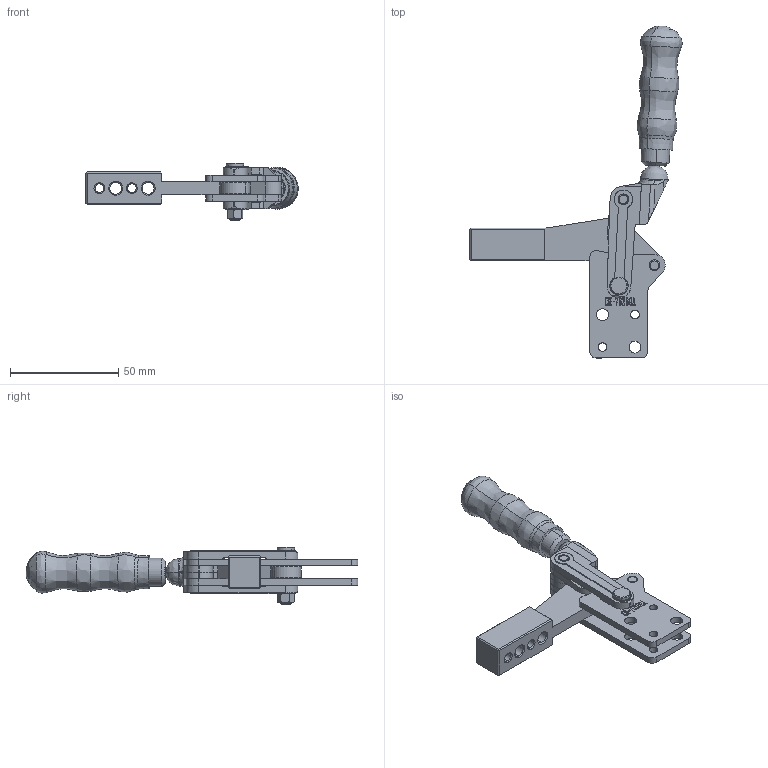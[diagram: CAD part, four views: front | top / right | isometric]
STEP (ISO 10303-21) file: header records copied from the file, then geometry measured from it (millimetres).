
FILE_DESCRIPTION (( 'STEP AP203' ), '1' );
FILE_NAME ('｣ﾃ｣ﾈ-｣ｷ｣ｰ｣ｲ｣ｰ｣ｰ｣ﾁ.STEP', '2017-12-09T07:55:13', ( 'Windows' ), ( 'Microsoft' ), 'SwSTEP 2.0', 'SolidWorks 2015', '' );
FILE_SCHEMA (( 'CONFIG_CONTROL_DESIGN' ));
Length unit declared in the file: millimetre
Products named in the file (13): 段轴_默认; 錨璃12; 隔套_默认; ｣ﾃ｣ﾈ-｣ｷ｣ｰ｣ｲ｣ｰ｣ｰ｣ﾁ; 螺杆_默认; 长轴_默认; 压把_默认; 手柄套_默认; ti_默认; 连杆_默认; m5螺母_默认; 底座反_默认; 底座正面_默认
Assembly tree (14 placements, depth 2):
  ｣ﾃ｣ﾈ-｣ｷ｣ｰ｣ｲ｣ｰ｣ｰ｣ﾁ
    连杆_默认  x2
    底座反_默认
    段轴_默认  x2
    隔套_默认
    螺杆_默认
    长轴_默认
    压把_默认
    手柄套_默认
    ti_默认
    m5螺母_默认
    底座正面_默认
    錨璃12
Bounding box: 97.93 x 153.3 x 26.5 mm (x, y, z)
Volume: 44321.3 mm3; surface area: 30252.4 mm2
Topology: 15 solids, 15 shells, 1040 faces, 2766 edges, 1777 vertices
Faces by surface type: plane 588, cylinder 261, bspline 117, cone 74
Entity records: 42642 total; most frequent: CARTESIAN_POINT 17188, ORIENTED_EDGE 5434, DIRECTION 4350, EDGE_CURVE 2717, VERTEX_POINT 1751, VECTOR 1500, LINE 1500, AXIS2_PLACEMENT_3D 1425
